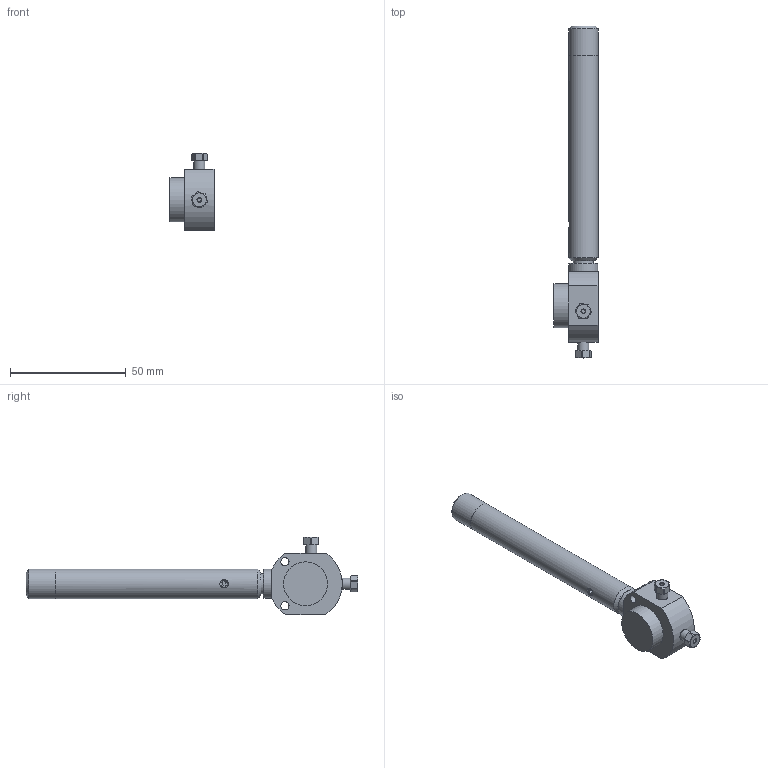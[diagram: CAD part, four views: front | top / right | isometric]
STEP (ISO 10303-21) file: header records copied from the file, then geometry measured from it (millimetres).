
FILE_DESCRIPTION((''),'2;1');
FILE_NAME('332387.stp','2014-10-15T11:50:42',('Franzp'),(''),'Autodesk Inventor 2013','Autodesk Inventor 2013','');
FILE_SCHEMA(('AUTOMOTIVE_DESIGN { 1 0 10303 214 1 1 1 1 }'));
Length unit declared in the file: millimetre
Products named in the file (1): 332387_Shrinkwrap_1
Bounding box: 19.05 x 143.67 x 33.46 mm (x, y, z)
Surface area: 8468.3 mm2 (no closed solid volume)
Topology: 0 solids, 11 shells, 64 faces, 176 edges, 120 vertices
Faces by surface type: plane 33, cylinder 22, cone 8, bspline 1
Full cylindrical faces by diameter (mm): 1.727 x2, 3.556 x2, 4.826 x2, 8.74 x1, 12.7 x2, 12.71 x1, 19.05 x1
Entity records: 2253 total; most frequent: CARTESIAN_POINT 610, DIRECTION 315, ORIENTED_EDGE 261, EDGE_CURVE 149, AXIS2_PLACEMENT_3D 130, VERTEX_POINT 112, EDGE_LOOP 97, CIRCLE 66
